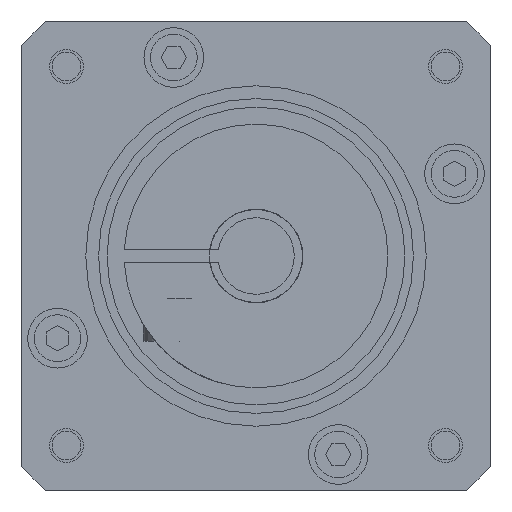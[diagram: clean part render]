
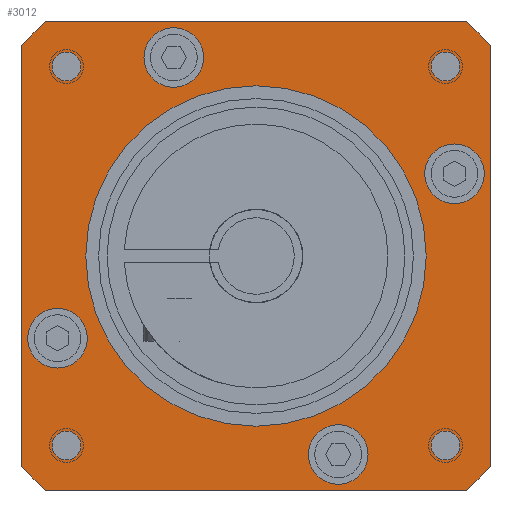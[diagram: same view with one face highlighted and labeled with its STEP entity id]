
A CAD part, left-side view. The second image highlights one B-rep face of the part: STEP entity #3012.
In plain terms, the highlighted planar face has unit normal (-1, 0, 0).
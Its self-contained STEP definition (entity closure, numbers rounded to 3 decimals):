
#71=CARTESIAN_POINT('',(0.,0.,0.));
#72=DIRECTION('',(-1.,0.,0.));
#73=DIRECTION('',(0.,-0.669,-0.743));
#74=AXIS2_PLACEMENT_3D('',#71,#72,#73);
#76=DIRECTION('',(0.,-1.,0.));
#77=VECTOR('',#76,49.508);
#78=CARTESIAN_POINT('',(0.,24.754,-27.5));
#79=LINE('',#78,#77);
#80=CARTESIAN_POINT('',(0.,0.,0.));
#81=DIRECTION('',(-1.,0.,0.));
#82=DIRECTION('',(0.,0.743,-0.669));
#83=AXIS2_PLACEMENT_3D('',#80,#81,#82);
#85=DIRECTION('',(0.,0.,-1.));
#86=VECTOR('',#85,49.508);
#87=CARTESIAN_POINT('',(0.,27.5,24.754));
#88=LINE('',#87,#86);
#89=CARTESIAN_POINT('',(0.,0.,0.));
#90=DIRECTION('',(-1.,0.,0.));
#91=DIRECTION('',(0.,0.669,0.743));
#92=AXIS2_PLACEMENT_3D('',#89,#90,#91);
#94=DIRECTION('',(0.,1.,0.));
#95=VECTOR('',#94,49.508);
#96=CARTESIAN_POINT('',(0.,-24.754,27.5));
#97=LINE('',#96,#95);
#98=CARTESIAN_POINT('',(0.,0.,0.));
#99=DIRECTION('',(-1.,0.,0.));
#100=DIRECTION('',(0.,-0.743,0.669));
#101=AXIS2_PLACEMENT_3D('',#98,#99,#100);
#103=DIRECTION('',(0.,0.,1.));
#104=VECTOR('',#103,49.508);
#105=CARTESIAN_POINT('',(0.,-27.5,-24.754));
#106=LINE('',#105,#104);
#107=CARTESIAN_POINT('',(0.,0.,0.));
#108=DIRECTION('',(-1.,0.,0.));
#109=DIRECTION('',(0.,0.,-1.));
#110=AXIS2_PLACEMENT_3D('',#107,#108,#109);
#112=CARTESIAN_POINT('',(0.,0.,0.));
#113=DIRECTION('',(-1.,0.,0.));
#114=DIRECTION('',(0.,0.,1.));
#115=AXIS2_PLACEMENT_3D('',#112,#113,#114);
#117=CARTESIAN_POINT('',(0.,-22.274,-22.274));
#118=DIRECTION('',(1.,0.,0.));
#119=DIRECTION('',(0.,1.,0.));
#120=AXIS2_PLACEMENT_3D('',#117,#118,#119);
#122=CARTESIAN_POINT('',(0.,-22.274,-22.274));
#123=DIRECTION('',(1.,0.,0.));
#124=DIRECTION('',(0.,-1.,0.));
#125=AXIS2_PLACEMENT_3D('',#122,#123,#124);
#127=CARTESIAN_POINT('',(0.,22.274,-22.274));
#128=DIRECTION('',(1.,0.,0.));
#129=DIRECTION('',(0.,0.,1.));
#130=AXIS2_PLACEMENT_3D('',#127,#128,#129);
#132=CARTESIAN_POINT('',(0.,22.274,-22.274));
#133=DIRECTION('',(1.,0.,0.));
#134=DIRECTION('',(0.,0.,-1.));
#135=AXIS2_PLACEMENT_3D('',#132,#133,#134);
#137=CARTESIAN_POINT('',(0.,22.274,22.274));
#138=DIRECTION('',(1.,0.,0.));
#139=DIRECTION('',(0.,-1.,0.));
#140=AXIS2_PLACEMENT_3D('',#137,#138,#139);
#142=CARTESIAN_POINT('',(0.,22.274,22.274));
#143=DIRECTION('',(1.,0.,0.));
#144=DIRECTION('',(0.,1.,0.));
#145=AXIS2_PLACEMENT_3D('',#142,#143,#144);
#147=CARTESIAN_POINT('',(0.,-22.274,22.274));
#148=DIRECTION('',(1.,0.,0.));
#149=DIRECTION('',(0.,0.,-1.));
#150=AXIS2_PLACEMENT_3D('',#147,#148,#149);
#152=CARTESIAN_POINT('',(0.,-22.274,22.274));
#153=DIRECTION('',(1.,0.,0.));
#154=DIRECTION('',(0.,0.,1.));
#155=AXIS2_PLACEMENT_3D('',#152,#153,#154);
#157=CARTESIAN_POINT('',(0.,-9.663,-23.328));
#158=DIRECTION('',(1.,0.,0.));
#159=DIRECTION('',(0.,1.,0.));
#160=AXIS2_PLACEMENT_3D('',#157,#158,#159);
#162=CARTESIAN_POINT('',(0.,-9.663,-23.328));
#163=DIRECTION('',(1.,0.,0.));
#164=DIRECTION('',(0.,-1.,0.));
#165=AXIS2_PLACEMENT_3D('',#162,#163,#164);
#167=CARTESIAN_POINT('',(0.,23.328,-9.663));
#168=DIRECTION('',(1.,0.,0.));
#169=DIRECTION('',(0.,0.,1.));
#170=AXIS2_PLACEMENT_3D('',#167,#168,#169);
#172=CARTESIAN_POINT('',(0.,23.328,-9.663));
#173=DIRECTION('',(1.,0.,0.));
#174=DIRECTION('',(0.,0.,-1.));
#175=AXIS2_PLACEMENT_3D('',#172,#173,#174);
#177=CARTESIAN_POINT('',(0.,9.663,23.328));
#178=DIRECTION('',(1.,0.,0.));
#179=DIRECTION('',(0.,-1.,0.));
#180=AXIS2_PLACEMENT_3D('',#177,#178,#179);
#182=CARTESIAN_POINT('',(0.,9.663,23.328));
#183=DIRECTION('',(1.,0.,0.));
#184=DIRECTION('',(0.,1.,0.));
#185=AXIS2_PLACEMENT_3D('',#182,#183,#184);
#187=CARTESIAN_POINT('',(0.,-23.328,9.663));
#188=DIRECTION('',(1.,0.,0.));
#189=DIRECTION('',(0.,0.,-1.));
#190=AXIS2_PLACEMENT_3D('',#187,#188,#189);
#192=CARTESIAN_POINT('',(0.,-23.328,9.663));
#193=DIRECTION('',(1.,0.,0.));
#194=DIRECTION('',(0.,0.,1.));
#195=AXIS2_PLACEMENT_3D('',#192,#193,#194);
#2424=CARTESIAN_POINT('',(0.,-24.754,-27.5));
#2425=CARTESIAN_POINT('',(0.,-27.5,-24.754));
#2426=VERTEX_POINT('',#2424);
#2427=VERTEX_POINT('',#2425);
#2428=CARTESIAN_POINT('',(0.,-27.5,24.754));
#2429=VERTEX_POINT('',#2428);
#2430=CARTESIAN_POINT('',(0.,-24.754,27.5));
#2431=VERTEX_POINT('',#2430);
#2432=CARTESIAN_POINT('',(0.,24.754,27.5));
#2433=VERTEX_POINT('',#2432);
#2434=CARTESIAN_POINT('',(0.,27.5,24.754));
#2435=VERTEX_POINT('',#2434);
#2436=CARTESIAN_POINT('',(0.,27.5,-24.754));
#2437=VERTEX_POINT('',#2436);
#2438=CARTESIAN_POINT('',(0.,24.754,-27.5));
#2439=VERTEX_POINT('',#2438);
#2490=CARTESIAN_POINT('',(0.,0.,-20.));
#2491=CARTESIAN_POINT('',(0.,0.,20.));
#2492=VERTEX_POINT('',#2490);
#2493=VERTEX_POINT('',#2491);
#2510=CARTESIAN_POINT('',(0.,-20.574,-22.274));
#2511=CARTESIAN_POINT('',(0.,-23.974,-22.274));
#2512=VERTEX_POINT('',#2510);
#2513=VERTEX_POINT('',#2511);
#2518=CARTESIAN_POINT('',(0.,22.274,-20.574));
#2519=CARTESIAN_POINT('',(0.,22.274,-23.974));
#2520=VERTEX_POINT('',#2518);
#2521=VERTEX_POINT('',#2519);
#2526=CARTESIAN_POINT('',(0.,20.574,22.274));
#2527=CARTESIAN_POINT('',(0.,23.974,22.274));
#2528=VERTEX_POINT('',#2526);
#2529=VERTEX_POINT('',#2527);
#2534=CARTESIAN_POINT('',(0.,-22.274,20.574));
#2535=CARTESIAN_POINT('',(0.,-22.274,23.974));
#2536=VERTEX_POINT('',#2534);
#2537=VERTEX_POINT('',#2535);
#2542=CARTESIAN_POINT('',(0.,-6.163,-23.328));
#2543=CARTESIAN_POINT('',(0.,-13.163,-23.328));
#2544=VERTEX_POINT('',#2542);
#2545=VERTEX_POINT('',#2543);
#2582=CARTESIAN_POINT('',(0.,23.328,-6.163));
#2583=CARTESIAN_POINT('',(0.,23.328,-13.163));
#2584=VERTEX_POINT('',#2582);
#2585=VERTEX_POINT('',#2583);
#2622=CARTESIAN_POINT('',(0.,6.163,23.328));
#2623=CARTESIAN_POINT('',(0.,13.163,23.328));
#2624=VERTEX_POINT('',#2622);
#2625=VERTEX_POINT('',#2623);
#2662=CARTESIAN_POINT('',(0.,-23.328,6.163));
#2663=CARTESIAN_POINT('',(0.,-23.328,13.163));
#2664=VERTEX_POINT('',#2662);
#2665=VERTEX_POINT('',#2663);
#2936=CARTESIAN_POINT('',(0.,0.,0.));
#2937=DIRECTION('',(-1.,0.,0.));
#2938=DIRECTION('',(0.,1.,0.));
#2939=AXIS2_PLACEMENT_3D('',#2936,#2937,#2938);
#2940=PLANE('',#2939);
#2942=ORIENTED_EDGE('',*,*,#2941,.F.);
#2944=ORIENTED_EDGE('',*,*,#2943,.F.);
#2946=ORIENTED_EDGE('',*,*,#2945,.F.);
#2948=ORIENTED_EDGE('',*,*,#2947,.F.);
#2950=ORIENTED_EDGE('',*,*,#2949,.F.);
#2952=ORIENTED_EDGE('',*,*,#2951,.F.);
#2954=ORIENTED_EDGE('',*,*,#2953,.F.);
#2956=ORIENTED_EDGE('',*,*,#2955,.F.);
#2957=EDGE_LOOP('',(#2942,#2944,#2946,#2948,#2950,#2952,#2954,#2956));
#2958=FACE_OUTER_BOUND('',#2957,.F.);
#2960=ORIENTED_EDGE('',*,*,#2959,.T.);
#2962=ORIENTED_EDGE('',*,*,#2961,.T.);
#2963=EDGE_LOOP('',(#2960,#2962));
#2964=FACE_BOUND('',#2963,.F.);
#2966=ORIENTED_EDGE('',*,*,#2965,.F.);
#2968=ORIENTED_EDGE('',*,*,#2967,.F.);
#2969=EDGE_LOOP('',(#2966,#2968));
#2970=FACE_BOUND('',#2969,.F.);
#2972=ORIENTED_EDGE('',*,*,#2971,.F.);
#2974=ORIENTED_EDGE('',*,*,#2973,.F.);
#2975=EDGE_LOOP('',(#2972,#2974));
#2976=FACE_BOUND('',#2975,.F.);
#2977=ORIENTED_EDGE('',*,*,#2919,.F.);
#2979=ORIENTED_EDGE('',*,*,#2978,.F.);
#2980=EDGE_LOOP('',(#2977,#2979));
#2981=FACE_BOUND('',#2980,.F.);
#2983=ORIENTED_EDGE('',*,*,#2982,.F.);
#2985=ORIENTED_EDGE('',*,*,#2984,.F.);
#2986=EDGE_LOOP('',(#2983,#2985));
#2987=FACE_BOUND('',#2986,.F.);
#2989=ORIENTED_EDGE('',*,*,#2988,.F.);
#2991=ORIENTED_EDGE('',*,*,#2990,.F.);
#2992=EDGE_LOOP('',(#2989,#2991));
#2993=FACE_BOUND('',#2992,.F.);
#2995=ORIENTED_EDGE('',*,*,#2994,.F.);
#2997=ORIENTED_EDGE('',*,*,#2996,.F.);
#2998=EDGE_LOOP('',(#2995,#2997));
#2999=FACE_BOUND('',#2998,.F.);
#3001=ORIENTED_EDGE('',*,*,#3000,.F.);
#3003=ORIENTED_EDGE('',*,*,#3002,.F.);
#3004=EDGE_LOOP('',(#3001,#3003));
#3005=FACE_BOUND('',#3004,.F.);
#3007=ORIENTED_EDGE('',*,*,#3006,.F.);
#3009=ORIENTED_EDGE('',*,*,#3008,.F.);
#3010=EDGE_LOOP('',(#3007,#3009));
#3011=FACE_BOUND('',#3010,.F.);
#75=CIRCLE('',#74,37.);
#84=CIRCLE('',#83,37.);
#93=CIRCLE('',#92,37.);
#102=CIRCLE('',#101,37.);
#111=CIRCLE('',#110,20.);
#116=CIRCLE('',#115,20.);
#121=CIRCLE('',#120,1.7);
#126=CIRCLE('',#125,1.7);
#131=CIRCLE('',#130,1.7);
#136=CIRCLE('',#135,1.7);
#141=CIRCLE('',#140,1.7);
#146=CIRCLE('',#145,1.7);
#151=CIRCLE('',#150,1.7);
#156=CIRCLE('',#155,1.7);
#161=CIRCLE('',#160,3.5);
#166=CIRCLE('',#165,3.5);
#171=CIRCLE('',#170,3.5);
#176=CIRCLE('',#175,3.5);
#181=CIRCLE('',#180,3.5);
#186=CIRCLE('',#185,3.5);
#191=CIRCLE('',#190,3.5);
#196=CIRCLE('',#195,3.5);
#2919=EDGE_CURVE('',#2528,#2529,#141,.T.);
#2941=EDGE_CURVE('',#2426,#2427,#75,.T.);
#2943=EDGE_CURVE('',#2439,#2426,#79,.T.);
#2945=EDGE_CURVE('',#2437,#2439,#84,.T.);
#2947=EDGE_CURVE('',#2435,#2437,#88,.T.);
#2949=EDGE_CURVE('',#2433,#2435,#93,.T.);
#2951=EDGE_CURVE('',#2431,#2433,#97,.T.);
#2953=EDGE_CURVE('',#2429,#2431,#102,.T.);
#2955=EDGE_CURVE('',#2427,#2429,#106,.T.);
#2959=EDGE_CURVE('',#2492,#2493,#111,.T.);
#2961=EDGE_CURVE('',#2493,#2492,#116,.T.);
#2965=EDGE_CURVE('',#2512,#2513,#121,.T.);
#2967=EDGE_CURVE('',#2513,#2512,#126,.T.);
#2971=EDGE_CURVE('',#2520,#2521,#131,.T.);
#2973=EDGE_CURVE('',#2521,#2520,#136,.T.);
#2978=EDGE_CURVE('',#2529,#2528,#146,.T.);
#2982=EDGE_CURVE('',#2536,#2537,#151,.T.);
#2984=EDGE_CURVE('',#2537,#2536,#156,.T.);
#2988=EDGE_CURVE('',#2544,#2545,#161,.T.);
#2990=EDGE_CURVE('',#2545,#2544,#166,.T.);
#2994=EDGE_CURVE('',#2584,#2585,#171,.T.);
#2996=EDGE_CURVE('',#2585,#2584,#176,.T.);
#3000=EDGE_CURVE('',#2624,#2625,#181,.T.);
#3002=EDGE_CURVE('',#2625,#2624,#186,.T.);
#3006=EDGE_CURVE('',#2664,#2665,#191,.T.);
#3008=EDGE_CURVE('',#2665,#2664,#196,.T.);
#3012=ADVANCED_FACE('',(#2958,#2964,#2970,#2976,#2981,#2987,#2993,#2999,#3005,
#3011),#2940,.T.);
